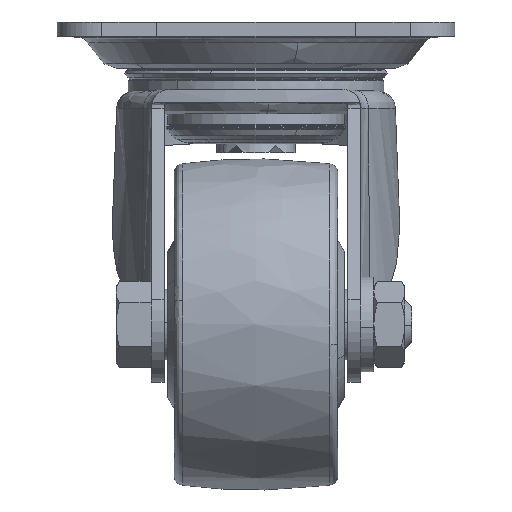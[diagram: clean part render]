
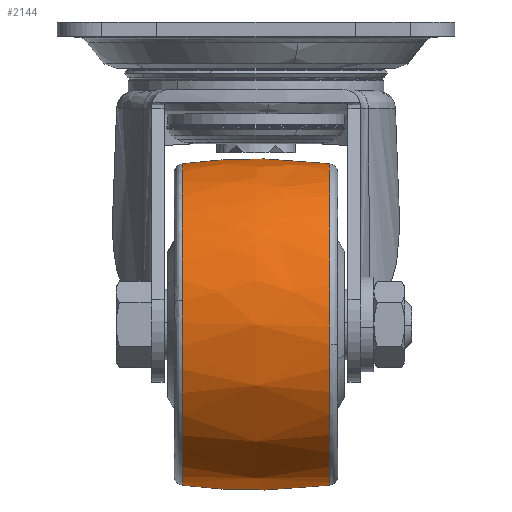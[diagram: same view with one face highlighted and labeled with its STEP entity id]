
A CAD part, left-side view. The second image highlights one B-rep face of the part: STEP entity #2144.
In plain terms, the highlighted free-form (B-spline) face has degree [2, 2] with [3, 7] control points.
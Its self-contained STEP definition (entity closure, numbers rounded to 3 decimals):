
#1854=CARTESIAN_POINT('',(-72.128,-16.758,-73.064));
#1855=VERTEX_POINT('',#1854);
#1856=CARTESIAN_POINT('',(-36.0,-16.758,-104.915));
#1857=VERTEX_POINT('',#1856);
#1858=CARTESIAN_POINT('',(-72.128,-16.758,-73.064));
#1859=CARTESIAN_POINT('',(-68.104,-16.758,-104.915));
#1860=CARTESIAN_POINT('',(-36.0,-16.758,-104.915));
#1868=(BOUNDED_CURVE()B_SPLINE_CURVE(2,(#1858,#1859,#1860),.UNSPECIFIED.,.F.,.U.)B_SPLINE_CURVE_WITH_KNOTS((3,3),(0.772,1.0),.UNSPECIFIED.)CURVE()GEOMETRIC_REPRESENTATION_ITEM()RATIONAL_B_SPLINE_CURVE((0.954,0.733,1.0))REPRESENTATION_ITEM(''));
#1869=EDGE_CURVE('',#1855,#1857,#1868,.T.);
#1948=CARTESIAN_POINT('',(-36.0,-16.758,-32.085));
#1949=VERTEX_POINT('',#1948);
#1950=CARTESIAN_POINT('',(-36.0,-16.758,-32.085));
#1951=CARTESIAN_POINT('',(-72.415,-16.758,-32.085));
#1952=CARTESIAN_POINT('',(-72.415,-16.758,-68.5));
#1953=CARTESIAN_POINT('',(-72.415,-16.758,-70.791));
#1954=CARTESIAN_POINT('',(-72.128,-16.758,-73.064));
#1962=(BOUNDED_CURVE()B_SPLINE_CURVE(2,(#1950,#1951,#1952,#1953,#1954),.UNSPECIFIED.,.F.,.U.)B_SPLINE_CURVE_WITH_KNOTS((3,2,3),(0.5,0.75,0.772),.UNSPECIFIED.)CURVE()GEOMETRIC_REPRESENTATION_ITEM()RATIONAL_B_SPLINE_CURVE((1.0,0.707,1.0,0.975,0.954))REPRESENTATION_ITEM(''));
#1963=EDGE_CURVE('',#1949,#1855,#1962,.T.);
#2014=CARTESIAN_POINT('',(-36.0,16.758,-104.915));
#2015=VERTEX_POINT('',#2014);
#2016=CARTESIAN_POINT('',(-36.,-16.758,-104.915));
#2017=CARTESIAN_POINT('',(-36.0,0.,-107.094));
#2018=CARTESIAN_POINT('',(-36.0,16.758,-104.915));
#2026=(BOUNDED_CURVE()B_SPLINE_CURVE(2,(#2016,#2017,#2018),.UNSPECIFIED.,.F.,.U.)B_SPLINE_CURVE_WITH_KNOTS((3,3),(0.421,0.579),.UNSPECIFIED.)CURVE()GEOMETRIC_REPRESENTATION_ITEM()RATIONAL_B_SPLINE_CURVE((0.859,0.852,0.859))REPRESENTATION_ITEM(''));
#2027=EDGE_CURVE('',#1857,#2015,#2026,.T.);
#2044=CARTESIAN_POINT('',(-36.0,16.758,-32.085));
#2045=VERTEX_POINT('',#2044);
#2061=CARTESIAN_POINT('',(-36.0,-16.758,-32.085));
#2062=CARTESIAN_POINT('',(-36.,0.,-29.906));
#2063=CARTESIAN_POINT('',(-36.0,16.758,-32.085));
#2071=(BOUNDED_CURVE()B_SPLINE_CURVE(2,(#2061,#2062,#2063),.UNSPECIFIED.,.F.,.U.)B_SPLINE_CURVE_WITH_KNOTS((3,3),(0.421,0.579),.UNSPECIFIED.)CURVE()GEOMETRIC_REPRESENTATION_ITEM()RATIONAL_B_SPLINE_CURVE((0.859,0.852,0.859))REPRESENTATION_ITEM(''));
#2072=EDGE_CURVE('',#1949,#2045,#2071,.T.);
#2079=CARTESIAN_POINT('',(-34.988,-18.416,-32.311));
#2080=CARTESIAN_POINT('',(-34.915,0.,-29.676));
#2081=CARTESIAN_POINT('',(-34.988,18.416,-32.311));
#2082=CARTESIAN_POINT('',(-35.491,-18.416,-32.311));
#2083=CARTESIAN_POINT('',(-35.454,0.,-29.676));
#2084=CARTESIAN_POINT('',(-35.491,18.416,-32.311));
#2085=CARTESIAN_POINT('',(-72.189,-18.416,-32.311));
#2086=CARTESIAN_POINT('',(-74.824,0.,-29.676));
#2087=CARTESIAN_POINT('',(-72.189,18.416,-32.311));
#2088=CARTESIAN_POINT('',(-72.189,-18.416,-68.5));
#2089=CARTESIAN_POINT('',(-74.824,0.,-68.5));
#2090=CARTESIAN_POINT('',(-72.189,18.416,-68.5));
#2091=CARTESIAN_POINT('',(-72.189,-18.416,-104.689));
#2092=CARTESIAN_POINT('',(-74.824,0.,-107.324));
#2093=CARTESIAN_POINT('',(-72.189,18.416,-104.689));
#2094=CARTESIAN_POINT('',(-35.491,-18.416,-104.689));
#2095=CARTESIAN_POINT('',(-35.454,0.,-107.324));
#2096=CARTESIAN_POINT('',(-35.491,18.416,-104.689));
#2097=CARTESIAN_POINT('',(-34.988,-18.416,-104.689));
#2098=CARTESIAN_POINT('',(-34.915,0.,-107.324));
#2099=CARTESIAN_POINT('',(-34.988,18.416,-104.689));
#2107=(BOUNDED_SURFACE()B_SPLINE_SURFACE(2,2,((#2079,#2082,#2085,#2088,#2091,#2094,#2097),(#2080,#2083,#2086,#2089,#2092,#2095,#2098),(#2081,#2084,#2087,#2090,#2093,#2096,#2099)),.UNSPECIFIED.,.F.,.F.,.U.)B_SPLINE_SURFACE_WITH_KNOTS((3,3),(3,1,2,1,3),(0.0,37.018),(0.0,1.243,63.375,125.507,126.749),.UNSPECIFIED.)GEOMETRIC_REPRESENTATION_ITEM()RATIONAL_B_SPLINE_SURFACE(((0.87,0.865,0.608,0.86,0.608,0.865,0.87),(0.861,0.856,0.602,0.851,0.602,0.856,0.861),(0.87,0.865,0.608,0.86,0.608,0.865,0.87)))REPRESENTATION_ITEM('')SURFACE());
#2108=ORIENTED_EDGE('',*,*,#2027,.F.);
#2109=ORIENTED_EDGE('',*,*,#1869,.F.);
#2110=ORIENTED_EDGE('',*,*,#1963,.F.);
#2111=ORIENTED_EDGE('',*,*,#2072,.T.);
#2112=CARTESIAN_POINT('',(-72.002,16.758,-63.029));
#2113=VERTEX_POINT('',#2112);
#2114=CARTESIAN_POINT('',(-36.0,16.758,-32.085));
#2115=CARTESIAN_POINT('',(-67.3,16.758,-32.085));
#2116=CARTESIAN_POINT('',(-72.002,16.758,-63.029));
#2124=(BOUNDED_CURVE()B_SPLINE_CURVE(2,(#2114,#2115,#2116),.UNSPECIFIED.,.F.,.U.)B_SPLINE_CURVE_WITH_KNOTS((3,3),(0.5,0.724),.UNSPECIFIED.)CURVE()GEOMETRIC_REPRESENTATION_ITEM()RATIONAL_B_SPLINE_CURVE((1.0,0.737,0.946))REPRESENTATION_ITEM(''));
#2125=EDGE_CURVE('',#2045,#2113,#2124,.T.);
#2126=ORIENTED_EDGE('',*,*,#2125,.T.);
#2127=CARTESIAN_POINT('',(-72.002,16.758,-63.029));
#2128=CARTESIAN_POINT('',(-72.415,16.758,-65.749));
#2129=CARTESIAN_POINT('',(-72.415,16.758,-68.5));
#2130=CARTESIAN_POINT('',(-72.415,16.758,-104.915));
#2131=CARTESIAN_POINT('',(-36.0,16.758,-104.915));
#2139=(BOUNDED_CURVE()B_SPLINE_CURVE(2,(#2127,#2128,#2129,#2130,#2131),.UNSPECIFIED.,.F.,.U.)B_SPLINE_CURVE_WITH_KNOTS((3,2,3),(0.724,0.75,1.0),.UNSPECIFIED.)CURVE()GEOMETRIC_REPRESENTATION_ITEM()RATIONAL_B_SPLINE_CURVE((0.946,0.97,1.0,0.707,1.0))REPRESENTATION_ITEM(''));
#2140=EDGE_CURVE('',#2113,#2015,#2139,.T.);
#2141=ORIENTED_EDGE('',*,*,#2140,.T.);
#2142=EDGE_LOOP('',(#2108,#2109,#2110,#2111,#2126,#2141));
#2143=FACE_OUTER_BOUND('',#2142,.T.);
#2144=ADVANCED_FACE('',(#2143),#2107,.T.);
